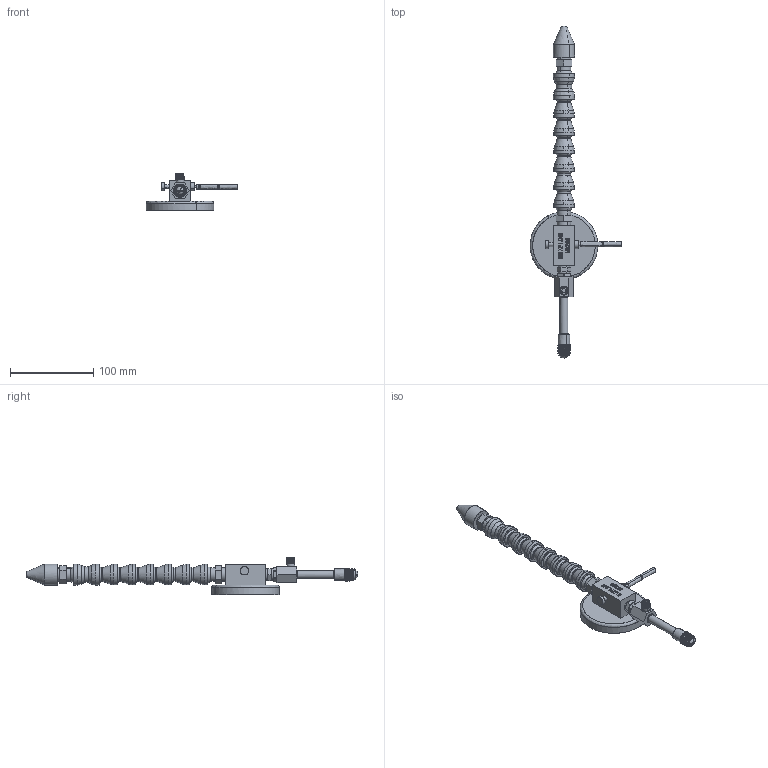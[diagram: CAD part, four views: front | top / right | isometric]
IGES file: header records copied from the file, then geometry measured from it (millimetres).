
Start section: SolidWorks IGES file using analytic representation for surfaces
Global section: file name: MIST TOOL COOLER 58208 .IGS; native system: SolidWorks 2020; preprocessor: SolidWorks 2020; author: Ammad; date: 210907.191407; units: inch
Bounding box: 110.4 x 399.97 x 45.7 mm (x, y, z)
Surface area: 75182.3 mm2 (no closed solid volume)
Topology: 0 solids, 0 shells, 726 faces, 6764 edges, 6760 vertices
Faces by surface type: bspline 726
